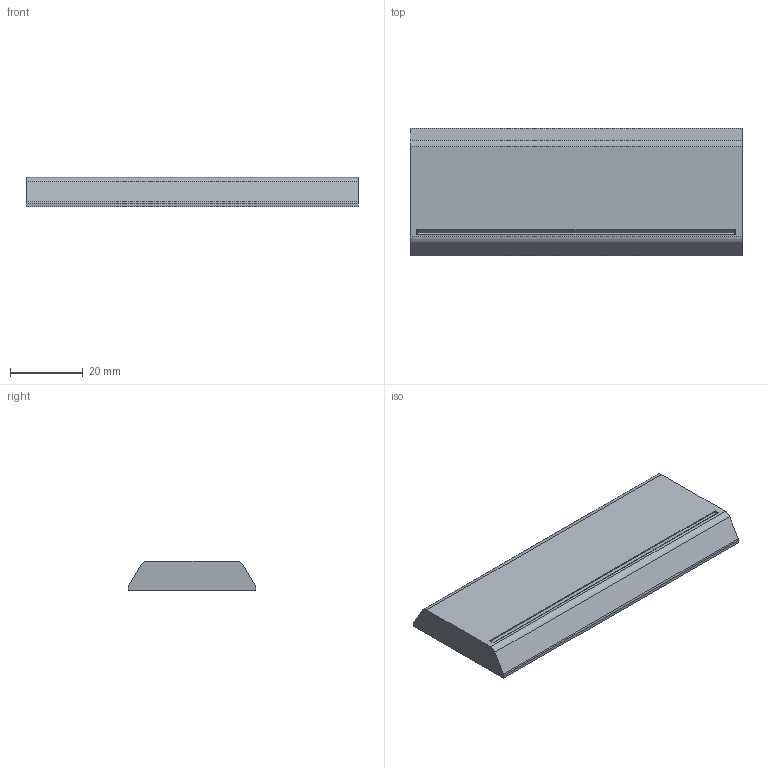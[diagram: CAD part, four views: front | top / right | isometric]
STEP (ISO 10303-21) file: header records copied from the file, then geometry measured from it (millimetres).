
FILE_DESCRIPTION(/* description */ (''),/* implementation_level */ '2;1');
FILE_NAME(/* name */ 'Card holder upright v2.step',/* time_stamp */ '2024-01-04T19:29:19+01:00',/* author */ (''),/* organization */ (''),/* preprocessor_version */ 'ST-DEVELOPER v20',/* originating_system */ 'Autodesk Translation Framework v12.14.0.127',/* authorisation */ '');
FILE_SCHEMA (('AUTOMOTIVE_DESIGN { 1 0 10303 214 3 1 1 }'));
Length unit declared in the file: millimetre
Products named in the file (1): Card holder upright
Bounding box: 91 x 35 x 8 mm (x, y, z)
Volume: 22452.3 mm3; surface area: 8795.8 mm2
Topology: 1 solids, 1 shells, 95 faces, 233 edges, 144 vertices
Faces by surface type: plane 42, cylinder 37, bspline 14, torus 2
Entity records: 3500 total; most frequent: CARTESIAN_POINT 1282, ORIENTED_EDGE 466, DIRECTION 419, EDGE_CURVE 233, LINE 149, VECTOR 149, VERTEX_POINT 144, AXIS2_PLACEMENT_3D 135
